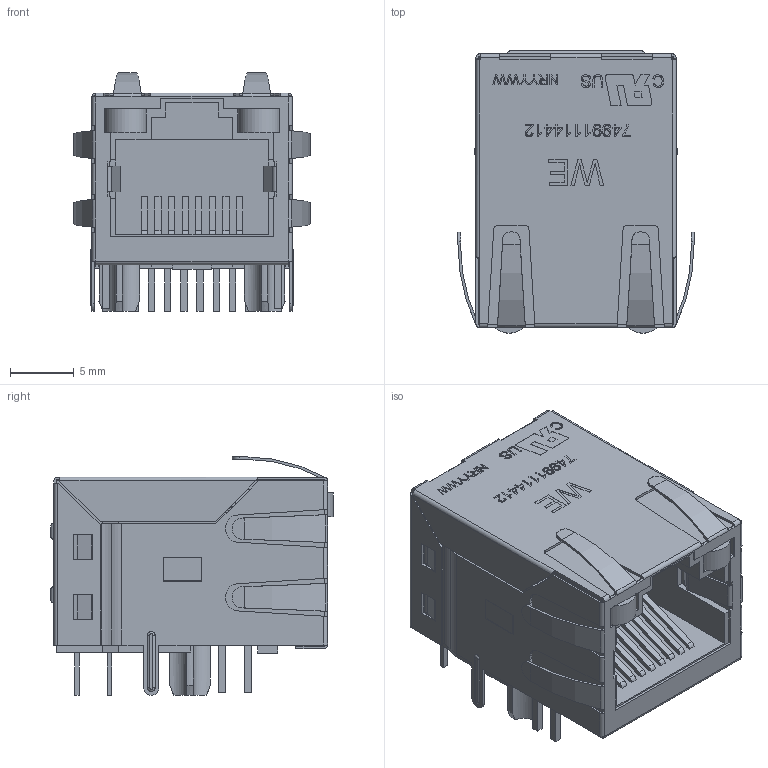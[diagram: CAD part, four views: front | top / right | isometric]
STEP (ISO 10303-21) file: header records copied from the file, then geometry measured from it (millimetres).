
FILE_DESCRIPTION(/* description */ ('Unknown'),/* implementation_level */ '2;1');
FILE_NAME(/* name */ '74991114412',/* time_stamp */ '2021-02-09T13:40:02+01:00',/* author */ ('Unknown'),/* organization */ ('Unknown'),/* preprocessor_version */ 'ST-DEVELOPER v16.7',/* originating_system */ 'DEX',/* authorisation */ $);
FILE_SCHEMA (('AUTOMOTIVE_DESIGN {1 0 10303 214 3 1 1}'));
Length unit declared in the file: millimetre
Products named in the file (5): 74991114412; shielding; Housing; Leds; Leds_mir
Assembly tree (4 placements, depth 2):
  74991114412
    shielding
    Housing
    Leds
    Leds_mir
Bounding box: 18.55 x 22.2 x 18.75 mm (x, y, z)
Volume: 3072.4 mm3; surface area: 5871.1 mm2
Topology: 4 solids, 4 shells, 1023 faces, 2708 edges, 1752 vertices
Faces by surface type: plane 737, cylinder 190, bspline 80, torus 8, cone 8
Entity records: 40779 total; most frequent: CARTESIAN_POINT 8890, ORIENTED_EDGE 5412, DIRECTION 4508, EDGE_CURVE 2706, LINE 1908, VECTOR 1908, VERTEX_POINT 1752, AXIS2_PLACEMENT_3D 1300
